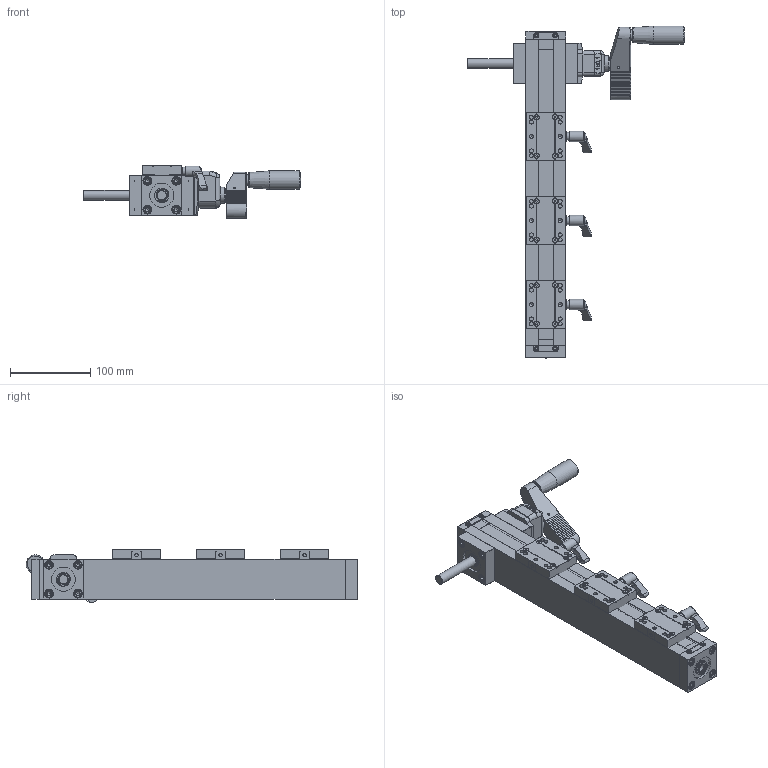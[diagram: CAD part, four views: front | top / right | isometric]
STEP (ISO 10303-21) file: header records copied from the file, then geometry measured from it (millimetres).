
FILE_DESCRIPTION(/* description */ ('Unknown'),/* implementation_level */ '2;1');
FILE_NAME(/* name */ 'Mehrfachverstellung50-einfach',/* time_stamp */ '2020-03-29T09:44:11+02:00',/* author */ ('Unknown'),/* organization */ ('Unknown'),/* preprocessor_version */ 'ST-DEVELOPER v16.7',/* originating_system */ 'Solid Edge',/* authorisation */ 'Unknown');
FILE_SCHEMA (('AUTOMOTIVE_DESIGN {1 0 10303 214 3 1 1}'));
Products named in the file (7): 7-Mehrfachverstellung50-SchlittenPA60lg-website-dy; Profil-50-Zahnriemenantrieb-dy; A-0000125-Flanschlager50-Stirnseite-dy; A-0000042-Kegelradantrieb50-Flanschlager-dy; A-0000127-Siko-Adapterplatte-50-dy; A-0000098-Deckel50-geschraubt-dy; A-0000157-Schlitten50-60lg-Mehrfachverstellung-o-H-dy
Assembly tree (8 placements, depth 2):
  7-Mehrfachverstellung50-SchlittenPA60lg-website-dy
    Profil-50-Zahnriemenantrieb-dy
    A-0000125-Flanschlager50-Stirnseite-dy
    A-0000042-Kegelradantrieb50-Flanschlager-dy
    A-0000127-Siko-Adapterplatte-50-dy
    A-0000098-Deckel50-geschraubt-dy
    A-0000157-Schlitten50-60lg-Mehrfachverstellung-o-H-dy  x3
Bounding box: 271.46 x 414.74 x 65.91 mm (x, y, z)
Volume: 1058430.9 mm3; surface area: 311882 mm2
Topology: 10 solids, 10 shells, 2777 faces, 7466 edges, 4859 vertices
Faces by surface type: plane 1605, cylinder 686, cone 318, torus 78, bspline 76, sphere 14
Full cylindrical faces by diameter (mm): 1.7 x6, 3 x3, 3.2 x4, 4 x1, 4.1 x2, 4.134 x3, 4.2 x5, 4.5 x6, 4.917 x56, 5 x22, 5.3 x2, 5.5 x7, 5.8 x4, 6 x18, 6.2 x1, 6.4 x14, 8 x3, 8.3 x3, 8.96 x1, 10 x15, 11 x12, 11.5 x2, 12 x10, 13 x3, 13.024 x1, 14 x1, 16 x1, 17.3 x6, 18 x3, 20 x3
Entity records: 80491 total; most frequent: CARTESIAN_POINT 15741, ORIENTED_EDGE 10208, DIRECTION 10148, EDGE_CURVE 5104, VERTEX_POINT 3482, AXIS2_PLACEMENT_3D 3423, LINE 3302, VECTOR 3302
